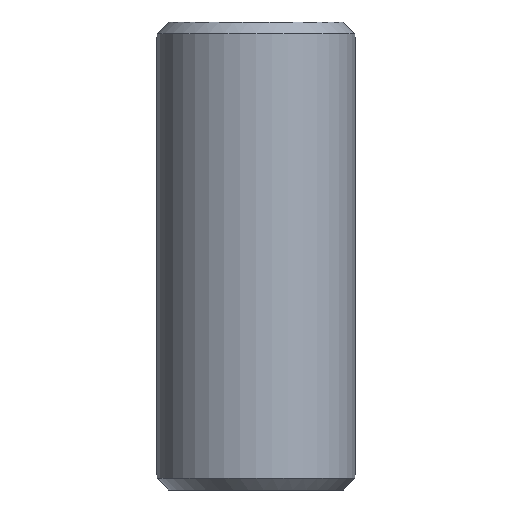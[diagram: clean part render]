
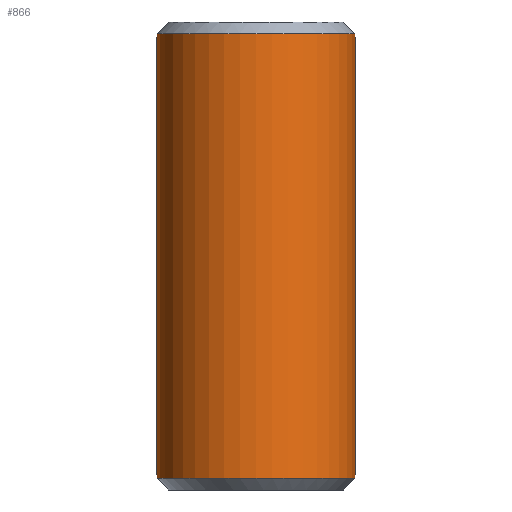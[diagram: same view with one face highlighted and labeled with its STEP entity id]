
A CAD part, front view. The second image highlights one B-rep face of the part: STEP entity #866.
In plain terms, the highlighted cylindrical face has radius 12.7 mm (diameter 25.4 mm), a partial arc.
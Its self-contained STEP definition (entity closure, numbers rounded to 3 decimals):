
#12 = CARTESIAN_POINT ( 'NONE',  ( 12.7, 0., -2. ) ) ;
#14 = ORIENTED_EDGE ( 'NONE', *, *, #481, .T. ) ;
#17 = VERTEX_POINT ( 'NONE', #97 ) ;
#28 = CYLINDRICAL_SURFACE ( 'NONE', #291, 12.7 ) ;
#37 = CARTESIAN_POINT ( 'NONE',  ( 12.7, 0., 0. ) ) ;
#52 = LINE ( 'NONE', #839, #690 ) ;
#59 = AXIS2_PLACEMENT_3D ( 'NONE', #202, #417, #755 ) ;
#63 = DIRECTION ( 'NONE',  ( -1., 0., 0. ) ) ;
#68 = CARTESIAN_POINT ( 'NONE',  ( -12.661, -1., 0. ) ) ;
#70 = CIRCLE ( 'NONE', #586, 12.7 ) ;
#75 = CARTESIAN_POINT ( 'NONE',  ( 0., 0., -2. ) ) ;
#89 = VECTOR ( 'NONE', #465, 1000. ) ;
#97 = CARTESIAN_POINT ( 'NONE',  ( -12.7, 0., -2. ) ) ;
#104 = EDGE_CURVE ( 'NONE', #206, #557, #322, .T. ) ;
#116 = VERTEX_POINT ( 'NONE', #536 ) ;
#118 = CARTESIAN_POINT ( 'NONE',  ( 0., 0., -58. ) ) ;
#127 = VECTOR ( 'NONE', #813, 1000. ) ;
#130 = DIRECTION ( 'NONE',  ( 0., 0., -1. ) ) ;
#134 = CIRCLE ( 'NONE', #792, 12.7 ) ;
#141 = AXIS2_PLACEMENT_3D ( 'NONE', #75, #831, #63 ) ;
#148 = LINE ( 'NONE', #393, #543 ) ;
#159 = EDGE_CURVE ( 'NONE', #782, #694, #745, .T. ) ;
#171 = EDGE_CURVE ( 'NONE', #206, #17, #499, .T. ) ;
#192 = DIRECTION ( 'NONE',  ( -1., 0., 0. ) ) ;
#202 = CARTESIAN_POINT ( 'NONE',  ( 0., 0., -1.5 ) ) ;
#206 = VERTEX_POINT ( 'NONE', #596 ) ;
#244 = DIRECTION ( 'NONE',  ( 0., 0., 1. ) ) ;
#258 = CARTESIAN_POINT ( 'NONE',  ( -12.7, 0., 0. ) ) ;
#265 = AXIS2_PLACEMENT_3D ( 'NONE', #826, #902, #422 ) ;
#269 = ORIENTED_EDGE ( 'NONE', *, *, #341, .T. ) ;
#283 = CARTESIAN_POINT ( 'NONE',  ( -12.661, -1., -58.5 ) ) ;
#285 = DIRECTION ( 'NONE',  ( 0., 0., 1. ) ) ;
#291 = AXIS2_PLACEMENT_3D ( 'NONE', #538, #739, #325 ) ;
#299 = ORIENTED_EDGE ( 'NONE', *, *, #498, .F. ) ;
#302 = ORIENTED_EDGE ( 'NONE', *, *, #446, .T. ) ;
#306 = VECTOR ( 'NONE', #353, 1000. ) ;
#322 = CIRCLE ( 'NONE', #761, 12.7 ) ;
#325 = DIRECTION ( 'NONE',  ( 1., 0., 0. ) ) ;
#330 = DIRECTION ( 'NONE',  ( 1., 0., 0. ) ) ;
#340 = DIRECTION ( 'NONE',  ( 0., 0., -1. ) ) ;
#341 = EDGE_CURVE ( 'NONE', #557, #542, #655, .T. ) ;
#353 = DIRECTION ( 'NONE',  ( 0., 0., -1. ) ) ;
#367 = ORIENTED_EDGE ( 'NONE', *, *, #877, .T. ) ;
#383 = CIRCLE ( 'NONE', #141, 12.7 ) ;
#384 = ORIENTED_EDGE ( 'NONE', *, *, #550, .T. ) ;
#386 = VERTEX_POINT ( 'NONE', #742 ) ;
#393 = CARTESIAN_POINT ( 'NONE',  ( 12.661, -1., 0. ) ) ;
#395 = ORIENTED_EDGE ( 'NONE', *, *, #726, .T. ) ;
#396 = CARTESIAN_POINT ( 'NONE',  ( 0., 0., -2. ) ) ;
#403 = EDGE_CURVE ( 'NONE', #554, #17, #134, .T. ) ;
#417 = DIRECTION ( 'NONE',  ( 0., 0., 1. ) ) ;
#418 = VECTOR ( 'NONE', #130, 1000. ) ;
#422 = DIRECTION ( 'NONE',  ( 1., 0., 0. ) ) ;
#424 = EDGE_LOOP ( 'NONE', ( #568, #837, #269, #302, #773, #395, #896, #14, #367, #299, #384, #824 ) ) ;
#446 = EDGE_CURVE ( 'NONE', #542, #894, #613, .T. ) ;
#465 = DIRECTION ( 'NONE',  ( 0., 0., 1. ) ) ;
#481 = EDGE_CURVE ( 'NONE', #694, #386, #383, .T. ) ;
#485 = FACE_OUTER_BOUND ( 'NONE', #424, .T. ) ;
#497 = CARTESIAN_POINT ( 'NONE',  ( 12.661, -1., -58. ) ) ;
#498 = EDGE_CURVE ( 'NONE', #635, #116, #549, .T. ) ;
#499 = LINE ( 'NONE', #258, #89 ) ;
#503 = EDGE_CURVE ( 'NONE', #894, #551, #52, .T. ) ;
#511 = DIRECTION ( 'NONE',  ( 0., 0., 1. ) ) ;
#517 = CARTESIAN_POINT ( 'NONE',  ( 12.7, 0., -58. ) ) ;
#536 = CARTESIAN_POINT ( 'NONE',  ( 12.661, -1., -1.5 ) ) ;
#538 = CARTESIAN_POINT ( 'NONE',  ( 0., 0., 0. ) ) ;
#542 = VERTEX_POINT ( 'NONE', #283 ) ;
#543 = VECTOR ( 'NONE', #244, 1000. ) ;
#549 = CIRCLE ( 'NONE', #59, 12.7 ) ;
#550 = EDGE_CURVE ( 'NONE', #635, #554, #758, .T. ) ;
#551 = VERTEX_POINT ( 'NONE', #497 ) ;
#553 = CARTESIAN_POINT ( 'NONE',  ( -12.661, -1., 0. ) ) ;
#554 = VERTEX_POINT ( 'NONE', #759 ) ;
#557 = VERTEX_POINT ( 'NONE', #629 ) ;
#568 = ORIENTED_EDGE ( 'NONE', *, *, #171, .F. ) ;
#585 = CARTESIAN_POINT ( 'NONE',  ( 0., 0., -58. ) ) ;
#586 = AXIS2_PLACEMENT_3D ( 'NONE', #585, #511, #860 ) ;
#596 = CARTESIAN_POINT ( 'NONE',  ( -12.7, 0., -58. ) ) ;
#613 = CIRCLE ( 'NONE', #265, 12.7 ) ;
#629 = CARTESIAN_POINT ( 'NONE',  ( -12.661, -1., -58. ) ) ;
#635 = VERTEX_POINT ( 'NONE', #780 ) ;
#655 = LINE ( 'NONE', #553, #418 ) ;
#676 = CARTESIAN_POINT ( 'NONE',  ( 12.661, -1., -58.5 ) ) ;
#690 = VECTOR ( 'NONE', #285, 1000. ) ;
#694 = VERTEX_POINT ( 'NONE', #12 ) ;
#726 = EDGE_CURVE ( 'NONE', #551, #782, #70, .T. ) ;
#734 = DIRECTION ( 'NONE',  ( 0., 0., 1. ) ) ;
#739 = DIRECTION ( 'NONE',  ( 0., 0., 1. ) ) ;
#742 = CARTESIAN_POINT ( 'NONE',  ( 12.661, -1., -2. ) ) ;
#745 = LINE ( 'NONE', #37, #127 ) ;
#755 = DIRECTION ( 'NONE',  ( 1., 0., 0. ) ) ;
#758 = LINE ( 'NONE', #68, #306 ) ;
#759 = CARTESIAN_POINT ( 'NONE',  ( -12.661, -1., -2. ) ) ;
#761 = AXIS2_PLACEMENT_3D ( 'NONE', #118, #734, #330 ) ;
#773 = ORIENTED_EDGE ( 'NONE', *, *, #503, .T. ) ;
#780 = CARTESIAN_POINT ( 'NONE',  ( -12.661, -1., -1.5 ) ) ;
#782 = VERTEX_POINT ( 'NONE', #517 ) ;
#792 = AXIS2_PLACEMENT_3D ( 'NONE', #396, #340, #192 ) ;
#813 = DIRECTION ( 'NONE',  ( 0., 0., 1. ) ) ;
#824 = ORIENTED_EDGE ( 'NONE', *, *, #403, .T. ) ;
#826 = CARTESIAN_POINT ( 'NONE',  ( 0., 0., -58.5 ) ) ;
#831 = DIRECTION ( 'NONE',  ( 0., 0., -1. ) ) ;
#837 = ORIENTED_EDGE ( 'NONE', *, *, #104, .T. ) ;
#839 = CARTESIAN_POINT ( 'NONE',  ( 12.661, -1., 0. ) ) ;
#860 = DIRECTION ( 'NONE',  ( 1., 0., 0. ) ) ;
#866 = ADVANCED_FACE ( 'NONE', ( #485 ), #28, .T. ) ;
#877 = EDGE_CURVE ( 'NONE', #386, #116, #148, .T. ) ;
#894 = VERTEX_POINT ( 'NONE', #676 ) ;
#896 = ORIENTED_EDGE ( 'NONE', *, *, #159, .T. ) ;
#902 = DIRECTION ( 'NONE',  ( 0., 0., 1. ) ) ;
